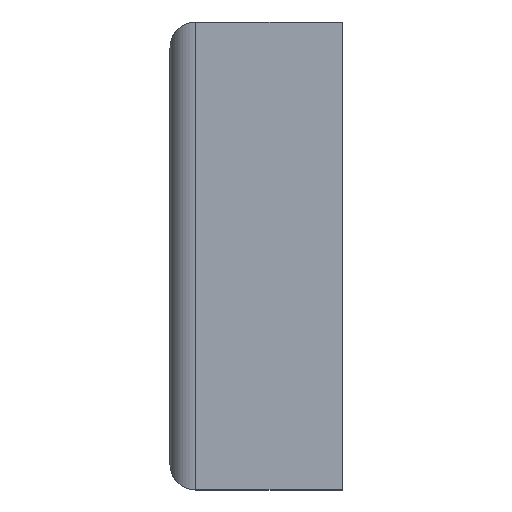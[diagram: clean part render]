
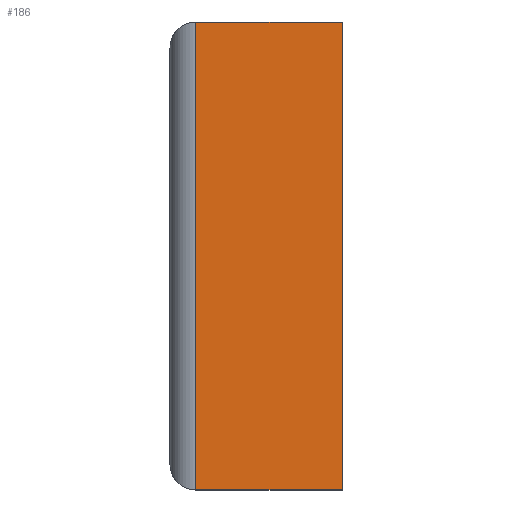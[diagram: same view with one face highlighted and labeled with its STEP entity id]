
A CAD part, left-side view. The second image highlights one B-rep face of the part: STEP entity #186.
In plain terms, the highlighted planar face has unit normal (-1, 0, 0).
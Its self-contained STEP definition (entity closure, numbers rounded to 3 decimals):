
#28 = LINE ( 'NONE', #629, #1579 ) ;
#59 = CARTESIAN_POINT ( 'NONE',  ( -41.275, 0., 28.575 ) ) ;
#102 = VECTOR ( 'NONE', #704, 1000. ) ;
#119 = LINE ( 'NONE', #863, #102 ) ;
#172 = LINE ( 'NONE', #1174, #1420 ) ;
#186 = ADVANCED_FACE ( 'NONE', ( #1710 ), #1562, .F. ) ;
#313 = ORIENTED_EDGE ( 'NONE', *, *, #478, .T. ) ;
#391 = CARTESIAN_POINT ( 'NONE',  ( -41.275, 21.018, 28.575 ) ) ;
#463 = VERTEX_POINT ( 'NONE', #1784 ) ;
#466 = AXIS2_PLACEMENT_3D ( 'NONE', #391, #1888, #534 ) ;
#478 = EDGE_CURVE ( 'NONE', #463, #1746, #1846, .T. ) ;
#533 = CARTESIAN_POINT ( 'NONE',  ( -41.275, 17.843, -28.575 ) ) ;
#534 = DIRECTION ( 'NONE',  ( 0., 0., -1. ) ) ;
#606 = VECTOR ( 'NONE', #795, 1000. ) ;
#629 = CARTESIAN_POINT ( 'NONE',  ( -41.275, 0., 28.575 ) ) ;
#663 = ORIENTED_EDGE ( 'NONE', *, *, #1700, .T. ) ;
#704 = DIRECTION ( 'NONE',  ( 0., -1., 0. ) ) ;
#760 = EDGE_CURVE ( 'NONE', #1726, #886, #28, .T. ) ;
#795 = DIRECTION ( 'NONE',  ( 0., 0., -1. ) ) ;
#809 = EDGE_CURVE ( 'NONE', #463, #886, #172, .T. ) ;
#863 = CARTESIAN_POINT ( 'NONE',  ( -41.275, 21.018, -28.575 ) ) ;
#886 = VERTEX_POINT ( 'NONE', #59 ) ;
#1038 = DIRECTION ( 'NONE',  ( 0., 0., 1. ) ) ;
#1174 = CARTESIAN_POINT ( 'NONE',  ( -41.275, 21.018, 28.575 ) ) ;
#1405 = ORIENTED_EDGE ( 'NONE', *, *, #760, .T. ) ;
#1420 = VECTOR ( 'NONE', #1798, 1000. ) ;
#1541 = CARTESIAN_POINT ( 'NONE',  ( -41.275, 0., -28.575 ) ) ;
#1562 = PLANE ( 'NONE',  #466 ) ;
#1579 = VECTOR ( 'NONE', #1038, 1000. ) ;
#1601 = EDGE_LOOP ( 'NONE', ( #1609, #313, #663, #1405 ) ) ;
#1609 = ORIENTED_EDGE ( 'NONE', *, *, #809, .F. ) ;
#1700 = EDGE_CURVE ( 'NONE', #1746, #1726, #119, .T. ) ;
#1710 = FACE_OUTER_BOUND ( 'NONE', #1601, .T. ) ;
#1726 = VERTEX_POINT ( 'NONE', #1541 ) ;
#1746 = VERTEX_POINT ( 'NONE', #1811 ) ;
#1784 = CARTESIAN_POINT ( 'NONE',  ( -41.275, 17.843, 28.575 ) ) ;
#1798 = DIRECTION ( 'NONE',  ( 0., -1., 0. ) ) ;
#1811 = CARTESIAN_POINT ( 'NONE',  ( -41.275, 17.843, -28.575 ) ) ;
#1846 = LINE ( 'NONE', #533, #606 ) ;
#1888 = DIRECTION ( 'NONE',  ( 1., 0., 0. ) ) ;
